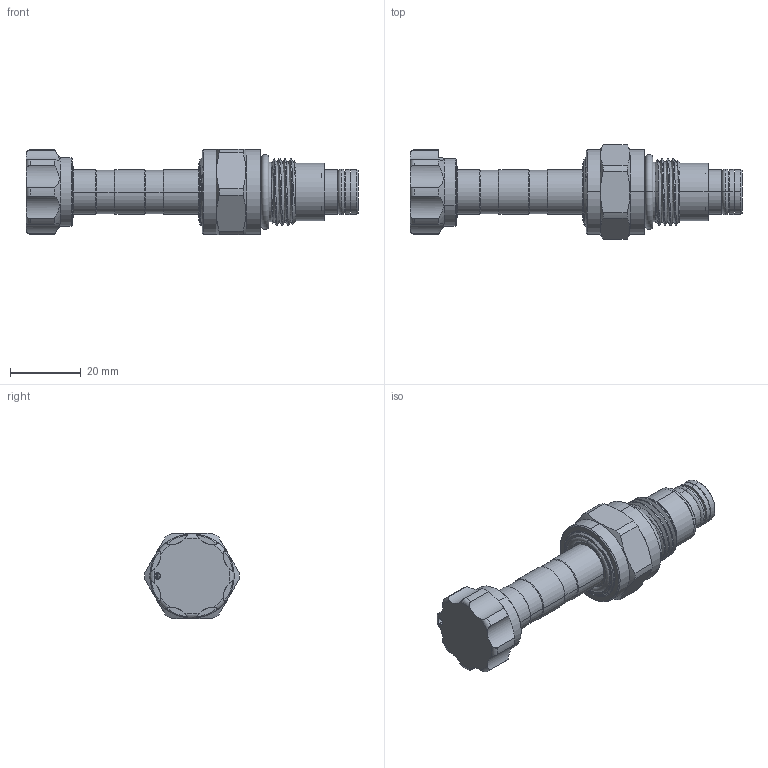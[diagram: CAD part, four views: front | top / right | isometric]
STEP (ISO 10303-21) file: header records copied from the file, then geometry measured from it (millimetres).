
FILE_DESCRIPTION (( 'STEP AP203' ), '1' );
FILE_NAME ('EP08W2A07N05.STEP', '2016-08-12T08:40:06', ( '' ), ( '' ), 'SwSTEP 2.0', 'SolidWorks 2012', '' );
FILE_SCHEMA (( 'CONFIG_CONTROL_DESIGN' ));
Length unit declared in the file: millimetre
Products named in the file (1): EP08W2A07N05
Bounding box: 93.7 x 26.66 x 24 mm (x, y, z)
Volume: 21850.7 mm3; surface area: 8741.5 mm2
Topology: 5 solids, 5 shells, 182 faces, 432 edges, 268 vertices
Faces by surface type: cylinder 89, cone 37, plane 27, torus 24, bspline 5
Entity records: 11073 total; most frequent: CARTESIAN_POINT 6823, DIRECTION 906, ORIENTED_EDGE 864, EDGE_CURVE 432, AXIS2_PLACEMENT_3D 388, VERTEX_POINT 268, CIRCLE 210, EDGE_LOOP 200
